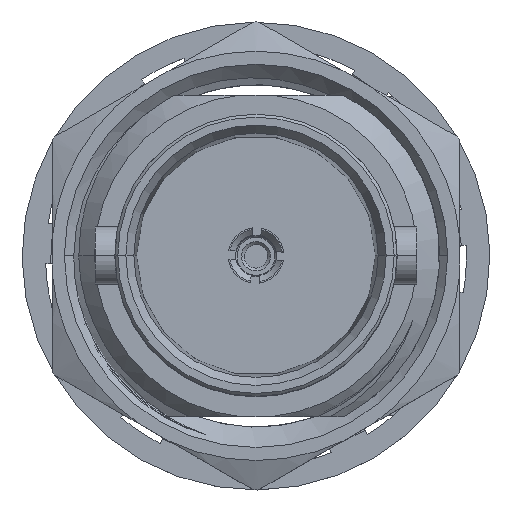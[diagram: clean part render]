
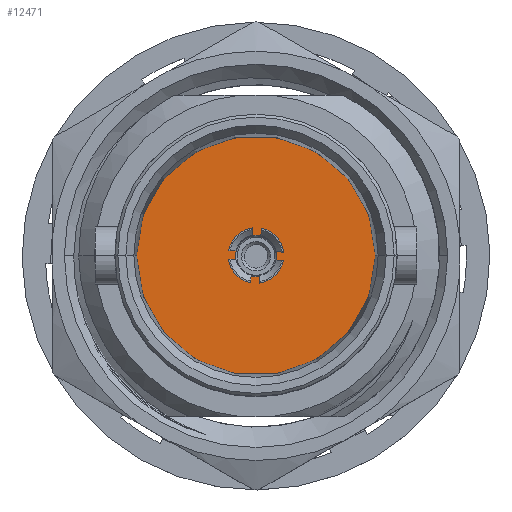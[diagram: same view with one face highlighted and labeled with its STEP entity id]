
A CAD part, top view. The second image highlights one B-rep face of the part: STEP entity #12471.
In plain terms, the highlighted planar face has unit normal (0, 0, -1).
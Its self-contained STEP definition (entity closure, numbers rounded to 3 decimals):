
#289 = DIRECTION ( 'NONE',  ( 0., 0., -1. ) ) ;
#743 = AXIS2_PLACEMENT_3D ( 'NONE', #15268, #4470, #7189 ) ;
#1247 = CARTESIAN_POINT ( 'NONE',  ( 4.15, 0., 0. ) ) ;
#1255 = CARTESIAN_POINT ( 'NONE',  ( 0., 0., 0. ) ) ;
#1339 = EDGE_CURVE ( 'NONE', #15097, #14525, #8214, .T. ) ;
#2274 = CIRCLE ( 'NONE', #18799, 0.7 ) ;
#2975 = DIRECTION ( 'NONE',  ( -1., 0., 0. ) ) ;
#4091 = CARTESIAN_POINT ( 'NONE',  ( 0., 4.25, 0. ) ) ;
#4109 = CIRCLE ( 'NONE', #19686, 4.15 ) ;
#4426 = EDGE_CURVE ( 'NONE', #4844, #16192, #8522, .T. ) ;
#4470 = DIRECTION ( 'NONE',  ( 0., 0., -1. ) ) ;
#4535 = AXIS2_PLACEMENT_3D ( 'NONE', #4091, #5712, #16241 ) ;
#4844 = VERTEX_POINT ( 'NONE', #14166 ) ;
#5712 = DIRECTION ( 'NONE',  ( 0., 0., -1. ) ) ;
#7189 = DIRECTION ( 'NONE',  ( -1., 0., 0. ) ) ;
#7804 = DIRECTION ( 'NONE',  ( -1., 0., 0. ) ) ;
#8064 = EDGE_CURVE ( 'NONE', #14525, #15097, #4109, .T. ) ;
#8214 = CIRCLE ( 'NONE', #13656, 4.15 ) ;
#8369 = DIRECTION ( 'NONE',  ( 0., 0., -1. ) ) ;
#8522 = CIRCLE ( 'NONE', #743, 0.7 ) ;
#8758 = ORIENTED_EDGE ( 'NONE', *, *, #4426, .F. ) ;
#10604 = DIRECTION ( 'NONE',  ( 0., 0., -1. ) ) ;
#11406 = ORIENTED_EDGE ( 'NONE', *, *, #8064, .T. ) ;
#12374 = ORIENTED_EDGE ( 'NONE', *, *, #13221, .F. ) ;
#12471 = ADVANCED_FACE ( 'NONE', ( #13193, #17777 ), #16545, .T. ) ;
#13193 = FACE_OUTER_BOUND ( 'NONE', #16742, .T. ) ;
#13221 = EDGE_CURVE ( 'NONE', #16192, #4844, #2274, .T. ) ;
#13656 = AXIS2_PLACEMENT_3D ( 'NONE', #1255, #10604, #2975 ) ;
#14086 = CARTESIAN_POINT ( 'NONE',  ( -4.15, 0., 0. ) ) ;
#14166 = CARTESIAN_POINT ( 'NONE',  ( -0.7, 0., 0. ) ) ;
#14525 = VERTEX_POINT ( 'NONE', #1247 ) ;
#15097 = VERTEX_POINT ( 'NONE', #14086 ) ;
#15268 = CARTESIAN_POINT ( 'NONE',  ( 0., 0., 0. ) ) ;
#15568 = CARTESIAN_POINT ( 'NONE',  ( 0.7, 0., 0. ) ) ;
#15684 = CARTESIAN_POINT ( 'NONE',  ( 0., 0., 0. ) ) ;
#16074 = EDGE_LOOP ( 'NONE', ( #8758, #12374 ) ) ;
#16192 = VERTEX_POINT ( 'NONE', #15568 ) ;
#16241 = DIRECTION ( 'NONE',  ( -1., 0., 0. ) ) ;
#16545 = PLANE ( 'NONE',  #4535 ) ;
#16742 = EDGE_LOOP ( 'NONE', ( #11406, #19450 ) ) ;
#17567 = DIRECTION ( 'NONE',  ( -1., 0., 0. ) ) ;
#17680 = CARTESIAN_POINT ( 'NONE',  ( 0., 0., 0. ) ) ;
#17777 = FACE_BOUND ( 'NONE', #16074, .T. ) ;
#18799 = AXIS2_PLACEMENT_3D ( 'NONE', #17680, #8369, #17567 ) ;
#19450 = ORIENTED_EDGE ( 'NONE', *, *, #1339, .T. ) ;
#19686 = AXIS2_PLACEMENT_3D ( 'NONE', #15684, #289, #7804 ) ;
